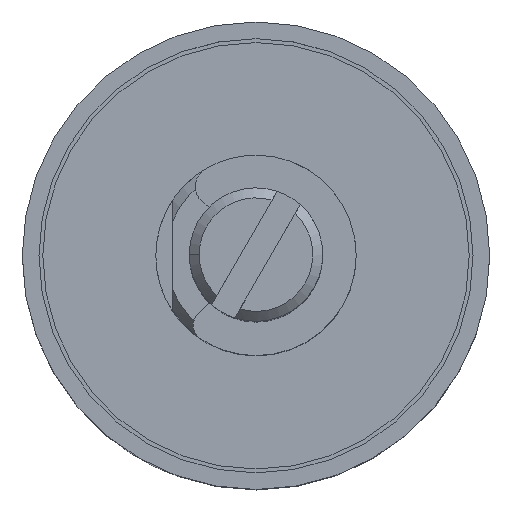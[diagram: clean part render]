
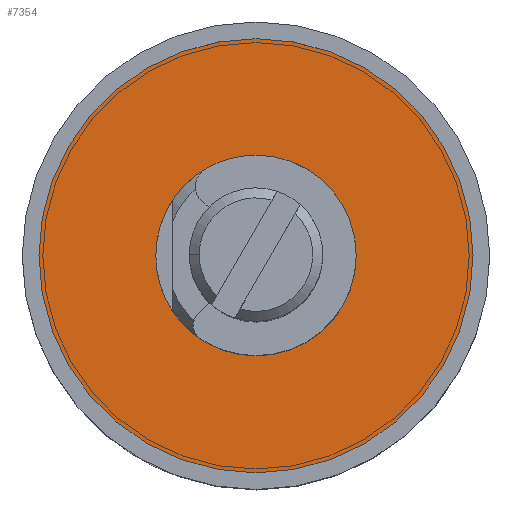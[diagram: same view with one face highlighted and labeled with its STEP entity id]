
A CAD part, top view. The second image highlights one B-rep face of the part: STEP entity #7354.
In plain terms, the highlighted planar face has unit normal (0, 0, 1).
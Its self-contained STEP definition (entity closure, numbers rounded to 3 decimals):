
#632 = ORIENTED_EDGE ( 'NONE', *, *, #4630, .T. ) ;
#872 = AXIS2_PLACEMENT_3D ( 'NONE', #7619, #9342, #1461 ) ;
#1124 = DIRECTION ( 'NONE',  ( 1., 0., 0. ) ) ;
#1461 = DIRECTION ( 'NONE',  ( 1., 0., 0. ) ) ;
#1557 = DIRECTION ( 'NONE',  ( -1., 0., 0. ) ) ;
#1975 = DIRECTION ( 'NONE',  ( -1., 0., 0. ) ) ;
#2547 = CIRCLE ( 'NONE', #6418, 3. ) ;
#2892 = DIRECTION ( 'NONE',  ( 0., 0., 1. ) ) ;
#3667 = CIRCLE ( 'NONE', #10614, 6.5 ) ;
#3688 = CARTESIAN_POINT ( 'NONE',  ( 0., 0., 0.5 ) ) ;
#3781 = CARTESIAN_POINT ( 'NONE',  ( 3., 0., 0.5 ) ) ;
#3804 = EDGE_CURVE ( 'NONE', #9860, #6730, #2547, .T. ) ;
#4137 = DIRECTION ( 'NONE',  ( 0., 0., -1. ) ) ;
#4386 = AXIS2_PLACEMENT_3D ( 'NONE', #9387, #4137, #1557 ) ;
#4630 = EDGE_CURVE ( 'NONE', #8788, #8727, #5116, .T. ) ;
#4667 = EDGE_LOOP ( 'NONE', ( #8708, #6308 ) ) ;
#5116 = CIRCLE ( 'NONE', #872, 6.5 ) ;
#5193 = EDGE_CURVE ( 'NONE', #6730, #9860, #5925, .T. ) ;
#5852 = AXIS2_PLACEMENT_3D ( 'NONE', #3781, #8374, #10197 ) ;
#5925 = CIRCLE ( 'NONE', #4386, 3. ) ;
#6308 = ORIENTED_EDGE ( 'NONE', *, *, #3804, .T. ) ;
#6418 = AXIS2_PLACEMENT_3D ( 'NONE', #8891, #7147, #1975 ) ;
#6583 = FACE_OUTER_BOUND ( 'NONE', #8417, .T. ) ;
#6730 = VERTEX_POINT ( 'NONE', #10211 ) ;
#7147 = DIRECTION ( 'NONE',  ( 0., 0., -1. ) ) ;
#7257 = FACE_BOUND ( 'NONE', #4667, .T. ) ;
#7354 = ADVANCED_FACE ( 'NONE', ( #7257, #6583 ), #8284, .T. ) ;
#7619 = CARTESIAN_POINT ( 'NONE',  ( 0., 0., 0.5 ) ) ;
#8284 = PLANE ( 'NONE',  #5852 ) ;
#8354 = EDGE_CURVE ( 'NONE', #8727, #8788, #3667, .T. ) ;
#8374 = DIRECTION ( 'NONE',  ( 0., 0., 1. ) ) ;
#8417 = EDGE_LOOP ( 'NONE', ( #632, #9768 ) ) ;
#8708 = ORIENTED_EDGE ( 'NONE', *, *, #5193, .T. ) ;
#8727 = VERTEX_POINT ( 'NONE', #10246 ) ;
#8788 = VERTEX_POINT ( 'NONE', #10351 ) ;
#8891 = CARTESIAN_POINT ( 'NONE',  ( 0., 0., 0.5 ) ) ;
#9342 = DIRECTION ( 'NONE',  ( 0., 0., 1. ) ) ;
#9387 = CARTESIAN_POINT ( 'NONE',  ( 0., 0., 0.5 ) ) ;
#9768 = ORIENTED_EDGE ( 'NONE', *, *, #8354, .T. ) ;
#9860 = VERTEX_POINT ( 'NONE', #10013 ) ;
#10013 = CARTESIAN_POINT ( 'NONE',  ( 3., 0., 0.5 ) ) ;
#10197 = DIRECTION ( 'NONE',  ( 1., 0., 0. ) ) ;
#10211 = CARTESIAN_POINT ( 'NONE',  ( -3., 0., 0.5 ) ) ;
#10246 = CARTESIAN_POINT ( 'NONE',  ( -6.5, 0., 0.5 ) ) ;
#10351 = CARTESIAN_POINT ( 'NONE',  ( 6.5, 0., 0.5 ) ) ;
#10614 = AXIS2_PLACEMENT_3D ( 'NONE', #3688, #2892, #1124 ) ;
